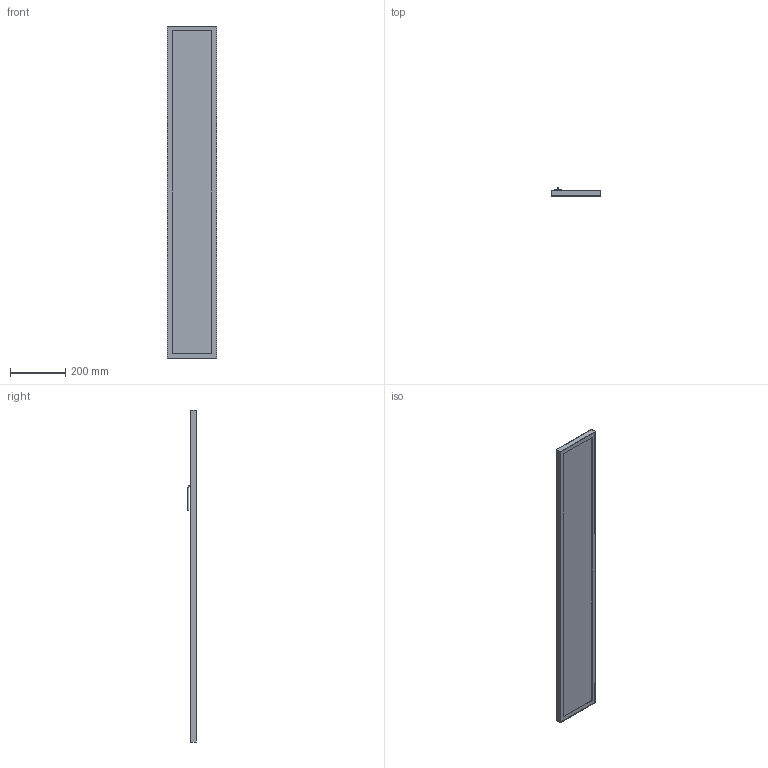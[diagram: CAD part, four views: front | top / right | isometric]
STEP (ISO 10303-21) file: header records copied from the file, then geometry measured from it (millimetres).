
FILE_DESCRIPTION (( 'STEP AP203' ), '1' );
FILE_NAME ('LDVO2-6568-36-6500-K01 Ñâåòèëüíèê ñâåòîäèîäíûé ÄÂÎ 6568-P 36Âò 6500Ê ïðèçìà IEK.STEP', '2018-03-06T11:42:35', ( '' ), ( '' ), 'SwSTEP 2.0', 'SolidWorks 2014', '' );
FILE_SCHEMA (( 'CONFIG_CONTROL_DESIGN' ));
Length unit declared in the file: millimetre
Products named in the file (2): LDVO2-6568-36-6500-K01 Ñâåòèëüíèê ñâåòîäèîäíûé ÄÂÎ 6568-P 36Âò 6500Ê ïðèçìà IEK
Bounding box: 180 x 30.7 x 1200 mm (x, y, z)
Volume: 733942.6 mm3; surface area: 1055140.9 mm2
Topology: 3 solids, 3 shells, 60 faces, 135 edges, 84 vertices
Faces by surface type: plane 31, cylinder 23, torus 6
Entity records: 1836 total; most frequent: DIRECTION 309, CARTESIAN_POINT 281, ORIENTED_EDGE 270, EDGE_CURVE 135, AXIS2_PLACEMENT_3D 112, LINE 85, VECTOR 85, VERTEX_POINT 84
